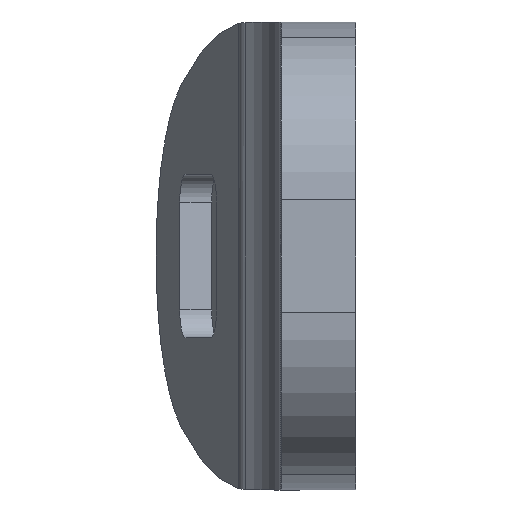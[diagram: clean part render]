
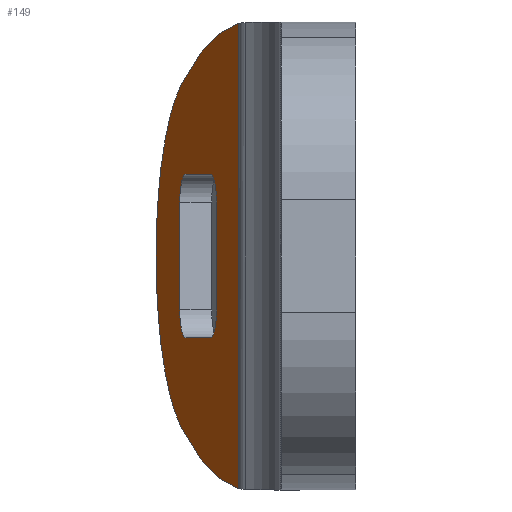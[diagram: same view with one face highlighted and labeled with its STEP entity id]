
A CAD part, left-side view. The second image highlights one B-rep face of the part: STEP entity #149.
In plain terms, the highlighted planar face has unit normal (-0.225, 0.974, 0).
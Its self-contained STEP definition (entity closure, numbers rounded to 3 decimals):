
#10 = EDGE_LOOP ( 'NONE', ( #1566, #1436, #1239, #517, #1255, #1077, #436, #1284 ) ) ;
#47 = CARTESIAN_POINT ( 'NONE',  ( 8.464, 15.573, 8.75 ) ) ;
#51 = CARTESIAN_POINT ( 'NONE',  ( 5.541, 14.898, -5.75 ) ) ;
#86 = CARTESIAN_POINT ( 'NONE',  ( 22.592, 18.834, -5.75 ) ) ;
#90 = LINE ( 'NONE', #248, #233 ) ;
#95 = CARTESIAN_POINT ( 'NONE',  ( -4.703, 12.533, 24.863 ) ) ;
#97 = EDGE_CURVE ( 'NONE', #581, #1124, #814, .T. ) ;
#106 = VERTEX_POINT ( 'NONE', #376 ) ;
#132 = EDGE_LOOP ( 'NONE', ( #663, #784, #1399, #267 ) ) ;
#141 = EDGE_CURVE ( 'NONE', #106, #1534, #90, .T. ) ;
#149 = ADVANCED_FACE ( 'NONE', ( #481, #565 ), #668, .T. ) ;
#174 = VERTEX_POINT ( 'NONE', #1305 ) ;
#177 = CIRCLE ( 'NONE', #343, 3. ) ;
#181 = CARTESIAN_POINT ( 'NONE',  ( 19.669, 18.159, 8.75 ) ) ;
#204 = AXIS2_PLACEMENT_3D ( 'NONE', #1058, #227, #1287 ) ;
#223 = DIRECTION ( 'NONE',  ( -0.974, -0.225, 0. ) ) ;
#227 = DIRECTION ( 'NONE',  ( 0.225, -0.974, 0. ) ) ;
#233 = VECTOR ( 'NONE', #536, 1000. ) ;
#244 = LINE ( 'NONE', #661, #850 ) ;
#245 = DIRECTION ( 'NONE',  ( 0.974, 0.225, 0. ) ) ;
#248 = CARTESIAN_POINT ( 'NONE',  ( 22.592, 18.834, 8.75 ) ) ;
#260 = EDGE_CURVE ( 'NONE', #483, #349, #520, .T. ) ;
#267 = ORIENTED_EDGE ( 'NONE', *, *, #97, .T. ) ;
#276 = EDGE_CURVE ( 'NONE', #483, #752, #177, .T. ) ;
#284 = EDGE_CURVE ( 'NONE', #588, #1534, #1252, .T. ) ;
#343 = AXIS2_PLACEMENT_3D ( 'NONE', #1274, #640, #634 ) ;
#349 = VERTEX_POINT ( 'NONE', #181 ) ;
#359 = CARTESIAN_POINT ( 'NONE',  ( 5.541, 14.898, 5.75 ) ) ;
#362 = DIRECTION ( 'NONE',  ( -0.974, -0.225, 0. ) ) ;
#371 = AXIS2_PLACEMENT_3D ( 'NONE', #1064, #1583, #802 ) ;
#376 = CARTESIAN_POINT ( 'NONE',  ( 22.592, 18.834, 5.75 ) ) ;
#436 = ORIENTED_EDGE ( 'NONE', *, *, #260, .F. ) ;
#448 = DIRECTION ( 'NONE',  ( 0., 0., 1. ) ) ;
#449 = CIRCLE ( 'NONE', #1325, 79.767 ) ;
#468 = AXIS2_PLACEMENT_3D ( 'NONE', #1649, #599, #1245 ) ;
#481 = FACE_BOUND ( 'NONE', #10, .T. ) ;
#483 = VERTEX_POINT ( 'NONE', #47 ) ;
#517 = ORIENTED_EDGE ( 'NONE', *, *, #284, .T. ) ;
#518 = VERTEX_POINT ( 'NONE', #1495 ) ;
#520 = LINE ( 'NONE', #1473, #1157 ) ;
#536 = DIRECTION ( 'NONE',  ( 0., 0., -1. ) ) ;
#565 = FACE_OUTER_BOUND ( 'NONE', #132, .T. ) ;
#576 = CIRCLE ( 'NONE', #468, 3. ) ;
#581 = VERTEX_POINT ( 'NONE', #877 ) ;
#588 = VERTEX_POINT ( 'NONE', #1506 ) ;
#599 = DIRECTION ( 'NONE',  ( 0.225, -0.974, 0. ) ) ;
#612 = CARTESIAN_POINT ( 'NONE',  ( 21.869, 18.667, -18.327 ) ) ;
#634 = DIRECTION ( 'NONE',  ( -0.974, -0.225, 0. ) ) ;
#640 = DIRECTION ( 'NONE',  ( 0.225, -0.974, 0. ) ) ;
#661 = CARTESIAN_POINT ( 'NONE',  ( -4.703, 12.533, 24.903 ) ) ;
#663 = ORIENTED_EDGE ( 'NONE', *, *, #1206, .T. ) ;
#668 = PLANE ( 'NONE',  #371 ) ;
#688 = EDGE_CURVE ( 'NONE', #588, #518, #1310, .T. ) ;
#702 = DIRECTION ( 'NONE',  ( 0.225, -0.974, 0. ) ) ;
#711 = VERTEX_POINT ( 'NONE', #95 ) ;
#752 = VERTEX_POINT ( 'NONE', #359 ) ;
#783 = CARTESIAN_POINT ( 'NONE',  ( -9.251, 11.483, 54.767 ) ) ;
#784 = ORIENTED_EDGE ( 'NONE', *, *, #1597, .T. ) ;
#802 = DIRECTION ( 'NONE',  ( -0.974, -0.225, 0. ) ) ;
#814 = CIRCLE ( 'NONE', #1422, 20. ) ;
#850 = VECTOR ( 'NONE', #1042, 1000. ) ;
#855 = CARTESIAN_POINT ( 'NONE',  ( 5.541, 14.898, 8.75 ) ) ;
#877 = CARTESIAN_POINT ( 'NONE',  ( 21.869, 18.667, 18.327 ) ) ;
#912 = DIRECTION ( 'NONE',  ( -0.974, -0.225, 0. ) ) ;
#951 = DIRECTION ( 'NONE',  ( -0.974, -0.225, 0. ) ) ;
#985 = EDGE_CURVE ( 'NONE', #1005, #752, #1492, .T. ) ;
#1005 = VERTEX_POINT ( 'NONE', #51 ) ;
#1012 = AXIS2_PLACEMENT_3D ( 'NONE', #783, #1409, #1697 ) ;
#1028 = CARTESIAN_POINT ( 'NONE',  ( 22.592, 18.834, -8.75 ) ) ;
#1042 = DIRECTION ( 'NONE',  ( 0., 0., 1. ) ) ;
#1058 = CARTESIAN_POINT ( 'NONE',  ( 19.669, 18.159, -5.75 ) ) ;
#1064 = CARTESIAN_POINT ( 'NONE',  ( -2.985, 12.929, 0. ) ) ;
#1077 = ORIENTED_EDGE ( 'NONE', *, *, #1369, .T. ) ;
#1106 = EDGE_CURVE ( 'NONE', #1005, #518, #576, .T. ) ;
#1124 = VERTEX_POINT ( 'NONE', #612 ) ;
#1126 = AXIS2_PLACEMENT_3D ( 'NONE', #1616, #702, #951 ) ;
#1157 = VECTOR ( 'NONE', #245, 1000. ) ;
#1167 = DIRECTION ( 'NONE',  ( -0.225, 0.974, 0. ) ) ;
#1169 = DIRECTION ( 'NONE',  ( -0.225, 0.974, 0. ) ) ;
#1206 = EDGE_CURVE ( 'NONE', #1124, #174, #1244, .T. ) ;
#1239 = ORIENTED_EDGE ( 'NONE', *, *, #688, .F. ) ;
#1244 = CIRCLE ( 'NONE', #1012, 79.767 ) ;
#1245 = DIRECTION ( 'NONE',  ( -0.974, -0.225, 0. ) ) ;
#1252 = CIRCLE ( 'NONE', #204, 3. ) ;
#1255 = ORIENTED_EDGE ( 'NONE', *, *, #141, .F. ) ;
#1274 = CARTESIAN_POINT ( 'NONE',  ( 8.464, 15.573, 5.75 ) ) ;
#1278 = CARTESIAN_POINT ( 'NONE',  ( -9.251, 11.483, -54.767 ) ) ;
#1284 = ORIENTED_EDGE ( 'NONE', *, *, #276, .T. ) ;
#1287 = DIRECTION ( 'NONE',  ( -0.974, -0.225, 0. ) ) ;
#1292 = EDGE_CURVE ( 'NONE', #711, #581, #449, .T. ) ;
#1305 = CARTESIAN_POINT ( 'NONE',  ( -4.703, 12.533, -24.863 ) ) ;
#1310 = LINE ( 'NONE', #1028, #1701 ) ;
#1325 = AXIS2_PLACEMENT_3D ( 'NONE', #1278, #1169, #362 ) ;
#1369 = EDGE_CURVE ( 'NONE', #106, #349, #1575, .T. ) ;
#1399 = ORIENTED_EDGE ( 'NONE', *, *, #1292, .T. ) ;
#1409 = DIRECTION ( 'NONE',  ( -0.225, 0.974, 0. ) ) ;
#1422 = AXIS2_PLACEMENT_3D ( 'NONE', #1549, #1167, #912 ) ;
#1436 = ORIENTED_EDGE ( 'NONE', *, *, #1106, .T. ) ;
#1473 = CARTESIAN_POINT ( 'NONE',  ( 22.592, 18.834, 8.75 ) ) ;
#1492 = LINE ( 'NONE', #855, #1598 ) ;
#1495 = CARTESIAN_POINT ( 'NONE',  ( 8.464, 15.573, -8.75 ) ) ;
#1506 = CARTESIAN_POINT ( 'NONE',  ( 19.669, 18.159, -8.75 ) ) ;
#1534 = VERTEX_POINT ( 'NONE', #86 ) ;
#1549 = CARTESIAN_POINT ( 'NONE',  ( 14.067, 16.866, 0. ) ) ;
#1566 = ORIENTED_EDGE ( 'NONE', *, *, #985, .F. ) ;
#1575 = CIRCLE ( 'NONE', #1126, 3. ) ;
#1583 = DIRECTION ( 'NONE',  ( -0.225, 0.974, 0. ) ) ;
#1597 = EDGE_CURVE ( 'NONE', #174, #711, #244, .T. ) ;
#1598 = VECTOR ( 'NONE', #448, 1000. ) ;
#1616 = CARTESIAN_POINT ( 'NONE',  ( 19.669, 18.159, 5.75 ) ) ;
#1649 = CARTESIAN_POINT ( 'NONE',  ( 8.464, 15.573, -5.75 ) ) ;
#1697 = DIRECTION ( 'NONE',  ( -0.974, -0.225, 0. ) ) ;
#1701 = VECTOR ( 'NONE', #223, 1000. ) ;
